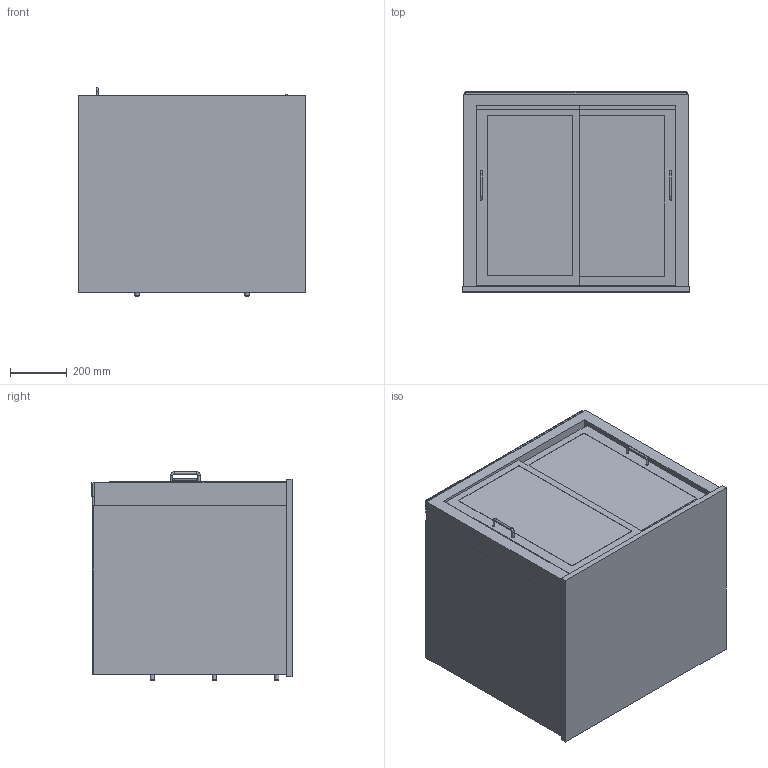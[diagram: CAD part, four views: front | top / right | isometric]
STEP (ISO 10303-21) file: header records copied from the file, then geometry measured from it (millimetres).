
FILE_DESCRIPTION(/* description */ ('Panoramaglasaufsatz ungekühlt'),/* implementation_level */ '2;1');
FILE_NAME(/* name */ '3D-AKE-00007629.stp',/* time_stamp */ '2023-05-17T09:15:07+02:00',/* author */ ('marina.schachner'),/* organization */ (''),/* preprocessor_version */ 'ST-DEVELOPER v18.1',/* originating_system */ 'Autodesk Inventor 2020',/* authorisation */ '');
FILE_SCHEMA (('AUTOMOTIVE_DESIGN { 1 0 10303 214 3 1 1 }'));
Length unit declared in the file: millimetre
Products named in the file (1): 3D-AKE-00007629
Bounding box: 800 x 704 x 732 mm (x, y, z)
Volume: 46722747.5 mm3; surface area: 8987181 mm2
Topology: 44 solids, 44 shells, 369 faces, 858 edges, 578 vertices
Faces by surface type: plane 303, cylinder 56, cone 6, torus 4
Full cylindrical faces by diameter (mm): 8 x6, 15 x6
Entity records: 10465 total; most frequent: CARTESIAN_POINT 1806, DIRECTION 1752, ORIENTED_EDGE 1716, EDGE_CURVE 858, LINE 704, VECTOR 704, VERTEX_POINT 578, AXIS2_PLACEMENT_3D 524
